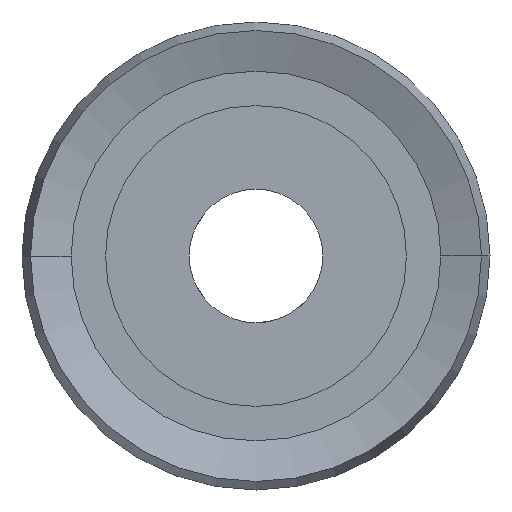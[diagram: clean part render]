
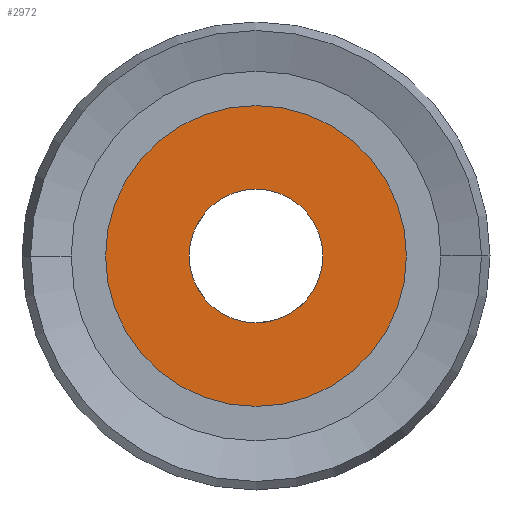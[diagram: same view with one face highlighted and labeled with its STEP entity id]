
A CAD part, left-side view. The second image highlights one B-rep face of the part: STEP entity #2972.
In plain terms, the highlighted planar face has unit normal (-1, 0, 0).
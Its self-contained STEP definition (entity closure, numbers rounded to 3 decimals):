
#1514 = EDGE_CURVE( '', #2854, #2054, #3709, .T. );
#1558 = EDGE_CURVE( '', #1960, #2228, #3757, .T. );
#1960 = VERTEX_POINT( '', #4198 );
#2054 = VERTEX_POINT( '', #4306 );
#2228 = VERTEX_POINT( '', #4500 );
#2764 = EDGE_CURVE( '', #2054, #2854, #5083, .T. );
#2854 = VERTEX_POINT( '', #5181 );
#2972 = ADVANCED_FACE( '', ( #5306, #5307 ), #5308, .T. );
#3042 = EDGE_CURVE( '', #2228, #1960, #5384, .T. );
#3709 = CIRCLE( '', #6301, 9. );
#3757 = CIRCLE( '', #6390, 4. );
#4198 = CARTESIAN_POINT( '', ( 0., -4., 0. ) );
#4306 = CARTESIAN_POINT( '', ( 0., -9., 0. ) );
#4500 = CARTESIAN_POINT( '', ( 0., 4., 0. ) );
#5083 = CIRCLE( '', #8354, 9. );
#5181 = CARTESIAN_POINT( '', ( 0., 9., 0. ) );
#5306 = FACE_BOUND( '', #8745, .T. );
#5307 = FACE_OUTER_BOUND( '', #8746, .T. );
#5308 = PLANE( '', #8747 );
#5384 = CIRCLE( '', #8859, 4. );
#6301 = AXIS2_PLACEMENT_3D( '', #9652, #9653, #9654 );
#6390 = AXIS2_PLACEMENT_3D( '', #9700, #9701, #9702 );
#8354 = AXIS2_PLACEMENT_3D( '', #11398, #11399, #11400 );
#8745 = EDGE_LOOP( '', ( #11631, #11632 ) );
#8746 = EDGE_LOOP( '', ( #11633, #11634 ) );
#8747 = AXIS2_PLACEMENT_3D( '', #11635, #11636, #11637 );
#8859 = AXIS2_PLACEMENT_3D( '', #11723, #11724, #11725 );
#9652 = CARTESIAN_POINT( '', ( 0., 0., 0. ) );
#9653 = DIRECTION( '', ( -1., 0., 0. ) );
#9654 = DIRECTION( '', ( 0., 1., 0. ) );
#9700 = CARTESIAN_POINT( '', ( 0., 0., 0. ) );
#9701 = DIRECTION( '', ( -1., 0., 0. ) );
#9702 = DIRECTION( '', ( 0., 1., 0. ) );
#11398 = CARTESIAN_POINT( '', ( 0., 0., 0. ) );
#11399 = DIRECTION( '', ( -1., 0., 0. ) );
#11400 = DIRECTION( '', ( 0., 1., 0. ) );
#11631 = ORIENTED_EDGE( '', *, *, #3042, .F. );
#11632 = ORIENTED_EDGE( '', *, *, #1558, .F. );
#11633 = ORIENTED_EDGE( '', *, *, #1514, .T. );
#11634 = ORIENTED_EDGE( '', *, *, #2764, .T. );
#11635 = CARTESIAN_POINT( '', ( 0., 6.5, 0. ) );
#11636 = DIRECTION( '', ( -1., 0., 0. ) );
#11637 = DIRECTION( '', ( 0., 1., 0. ) );
#11723 = CARTESIAN_POINT( '', ( 0., 0., 0. ) );
#11724 = DIRECTION( '', ( -1., 0., 0. ) );
#11725 = DIRECTION( '', ( 0., 1., 0. ) );
